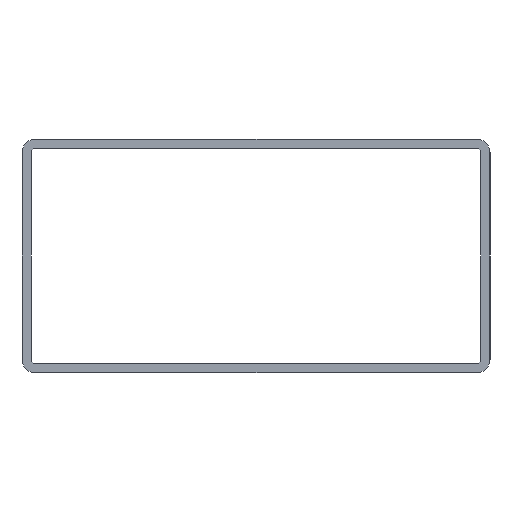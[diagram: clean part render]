
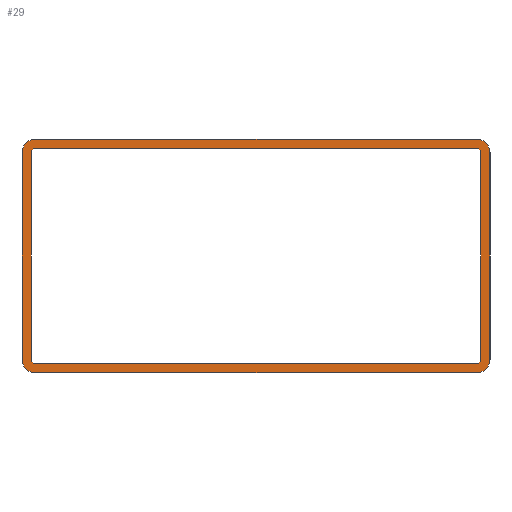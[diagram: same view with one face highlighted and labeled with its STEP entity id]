
A CAD part, left-side view. The second image highlights one B-rep face of the part: STEP entity #29.
In plain terms, the highlighted planar face has unit normal (-1, 0, 0).
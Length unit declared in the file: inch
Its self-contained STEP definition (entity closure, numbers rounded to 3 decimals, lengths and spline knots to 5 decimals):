
#14 = CARTESIAN_POINT ( 'NONE',  ( -23.5, -0.96063, -0.44094 ) ) ;
#16 = CIRCLE ( 'NONE', #386, 0.05906 ) ;
#18 = DIRECTION ( 'NONE',  ( 0., 1., 0. ) ) ;
#21 = CIRCLE ( 'NONE', #509, 0.05906 ) ;
#23 = DIRECTION ( 'NONE',  ( 0., -1., 0. ) ) ;
#29 = ADVANCED_FACE ( 'NONE', ( #87, #512 ), #80, .F. ) ;
#33 = CARTESIAN_POINT ( 'NONE',  ( -23.5, -1., 0.5 ) ) ;
#38 = VECTOR ( 'NONE', #435, 39.37008 ) ;
#42 = CARTESIAN_POINT ( 'NONE',  ( -23.5, 0.94094, 0.5 ) ) ;
#45 = EDGE_CURVE ( 'NONE', #268, #261, #139, .T. ) ;
#47 = CARTESIAN_POINT ( 'NONE',  ( -23.5, -0.94094, -0.46063 ) ) ;
#49 = AXIS2_PLACEMENT_3D ( 'NONE', #471, #388, #325 ) ;
#53 = CARTESIAN_POINT ( 'NONE',  ( -23.5, 0.96063, 0.5 ) ) ;
#56 = ORIENTED_EDGE ( 'NONE', *, *, #104, .T. ) ;
#70 = CARTESIAN_POINT ( 'NONE',  ( -23.5, 1., -0.5 ) ) ;
#71 = ORIENTED_EDGE ( 'NONE', *, *, #440, .T. ) ;
#76 = VERTEX_POINT ( 'NONE', #130 ) ;
#80 = PLANE ( 'NONE',  #307 ) ;
#82 = EDGE_CURVE ( 'NONE', #329, #318, #21, .T. ) ;
#84 = CARTESIAN_POINT ( 'NONE',  ( -23.5, 0.94094, -0.5 ) ) ;
#86 = CARTESIAN_POINT ( 'NONE',  ( -23.5, -0.94094, -0.5 ) ) ;
#87 = FACE_OUTER_BOUND ( 'NONE', #225, .T. ) ;
#102 = ORIENTED_EDGE ( 'NONE', *, *, #311, .F. ) ;
#104 = EDGE_CURVE ( 'NONE', #464, #132, #289, .T. ) ;
#106 = ORIENTED_EDGE ( 'NONE', *, *, #82, .T. ) ;
#110 = LINE ( 'NONE', #451, #572 ) ;
#113 = VERTEX_POINT ( 'NONE', #531 ) ;
#125 = DIRECTION ( 'NONE',  ( 0., 0., -1. ) ) ;
#127 = DIRECTION ( 'NONE',  ( 0., 0., -1. ) ) ;
#130 = CARTESIAN_POINT ( 'NONE',  ( -23.5, 1., -0.44094 ) ) ;
#131 = CARTESIAN_POINT ( 'NONE',  ( -23.5, -0.96063, 0.44094 ) ) ;
#132 = VERTEX_POINT ( 'NONE', #624 ) ;
#139 = CIRCLE ( 'NONE', #432, 0.05906 ) ;
#142 = EDGE_CURVE ( 'NONE', #132, #323, #236, .T. ) ;
#158 = DIRECTION ( 'NONE',  ( 1., 0., 0. ) ) ;
#160 = VECTOR ( 'NONE', #18, 39.37008 ) ;
#163 = CARTESIAN_POINT ( 'NONE',  ( -23.5, -0.94094, 0.44094 ) ) ;
#165 = ORIENTED_EDGE ( 'NONE', *, *, #142, .T. ) ;
#175 = VERTEX_POINT ( 'NONE', #47 ) ;
#177 = DIRECTION ( 'NONE',  ( 1., 0., 0. ) ) ;
#178 = VECTOR ( 'NONE', #438, 39.37008 ) ;
#182 = VECTOR ( 'NONE', #569, 39.37008 ) ;
#183 = ORIENTED_EDGE ( 'NONE', *, *, #299, .F. ) ;
#186 = EDGE_CURVE ( 'NONE', #309, #461, #291, .T. ) ;
#187 = CARTESIAN_POINT ( 'NONE',  ( -23.5, -0.94094, 0.46063 ) ) ;
#188 = DIRECTION ( 'NONE',  ( 0., 0., -1. ) ) ;
#189 = DIRECTION ( 'NONE',  ( 0., 0., -1. ) ) ;
#212 = VERTEX_POINT ( 'NONE', #241 ) ;
#220 = DIRECTION ( 'NONE',  ( 0., -1., 0. ) ) ;
#221 = ORIENTED_EDGE ( 'NONE', *, *, #358, .T. ) ;
#225 = EDGE_LOOP ( 'NONE', ( #591, #106, #183, #221, #274, #262, #102, #362 ) ) ;
#236 = CIRCLE ( 'NONE', #584, 0.01969 ) ;
#237 = CARTESIAN_POINT ( 'NONE',  ( -23.5, 1., 0.5 ) ) ;
#241 = CARTESIAN_POINT ( 'NONE',  ( -23.5, 0.94094, -0.46063 ) ) ;
#243 = CIRCLE ( 'NONE', #483, 0.01969 ) ;
#252 = ORIENTED_EDGE ( 'NONE', *, *, #277, .T. ) ;
#254 = EDGE_LOOP ( 'NONE', ( #409, #615, #252, #470, #56, #165, #71, #348 ) ) ;
#256 = CARTESIAN_POINT ( 'NONE',  ( -23.5, 1., 0.46063 ) ) ;
#261 = VERTEX_POINT ( 'NONE', #385 ) ;
#262 = ORIENTED_EDGE ( 'NONE', *, *, #45, .T. ) ;
#268 = VERTEX_POINT ( 'NONE', #42 ) ;
#273 = EDGE_CURVE ( 'NONE', #76, #300, #418, .T. ) ;
#274 = ORIENTED_EDGE ( 'NONE', *, *, #549, .F. ) ;
#275 = DIRECTION ( 'NONE',  ( 0., 0., -1. ) ) ;
#277 = EDGE_CURVE ( 'NONE', #175, #212, #290, .T. ) ;
#279 = AXIS2_PLACEMENT_3D ( 'NONE', #559, #158, #275 ) ;
#283 = CARTESIAN_POINT ( 'NONE',  ( -23.5, -0.94094, -0.44094 ) ) ;
#288 = LINE ( 'NONE', #237, #38 ) ;
#289 = LINE ( 'NONE', #53, #468 ) ;
#290 = LINE ( 'NONE', #520, #405 ) ;
#291 = LINE ( 'NONE', #578, #178 ) ;
#293 = DIRECTION ( 'NONE',  ( 1., 0., 0. ) ) ;
#299 = EDGE_CURVE ( 'NONE', #113, #318, #619, .T. ) ;
#300 = VERTEX_POINT ( 'NONE', #84 ) ;
#307 = AXIS2_PLACEMENT_3D ( 'NONE', #608, #177, #125 ) ;
#308 = DIRECTION ( 'NONE',  ( 0., 0., -1. ) ) ;
#309 = VERTEX_POINT ( 'NONE', #131 ) ;
#311 = EDGE_CURVE ( 'NONE', #76, #261, #288, .T. ) ;
#318 = VERTEX_POINT ( 'NONE', #573 ) ;
#319 = LINE ( 'NONE', #70, #160 ) ;
#321 = VERTEX_POINT ( 'NONE', #187 ) ;
#323 = VERTEX_POINT ( 'NONE', #566 ) ;
#325 = DIRECTION ( 'NONE',  ( 0., 0., -1. ) ) ;
#329 = VERTEX_POINT ( 'NONE', #86 ) ;
#334 = EDGE_CURVE ( 'NONE', #461, #175, #524, .T. ) ;
#337 = DIRECTION ( 'NONE',  ( 0., 1., 0. ) ) ;
#346 = DIRECTION ( 'NONE',  ( 0., 0., -1. ) ) ;
#348 = ORIENTED_EDGE ( 'NONE', *, *, #586, .T. ) ;
#358 = EDGE_CURVE ( 'NONE', #113, #564, #16, .T. ) ;
#362 = ORIENTED_EDGE ( 'NONE', *, *, #273, .T. ) ;
#374 = CARTESIAN_POINT ( 'NONE',  ( -23.5, 0.94094, 0.44094 ) ) ;
#385 = CARTESIAN_POINT ( 'NONE',  ( -23.5, 1., 0.44094 ) ) ;
#386 = AXIS2_PLACEMENT_3D ( 'NONE', #583, #580, #346 ) ;
#388 = DIRECTION ( 'NONE',  ( -1., 0., 0. ) ) ;
#389 = CARTESIAN_POINT ( 'NONE',  ( -23.5, 0.94094, 0.44094 ) ) ;
#405 = VECTOR ( 'NONE', #337, 39.37008 ) ;
#409 = ORIENTED_EDGE ( 'NONE', *, *, #186, .T. ) ;
#418 = CIRCLE ( 'NONE', #49, 0.05906 ) ;
#419 = CARTESIAN_POINT ( 'NONE',  ( -23.5, -0.94094, 0.5 ) ) ;
#427 = AXIS2_PLACEMENT_3D ( 'NONE', #283, #293, #627 ) ;
#429 = CARTESIAN_POINT ( 'NONE',  ( -23.5, -0.94094, -0.44094 ) ) ;
#432 = AXIS2_PLACEMENT_3D ( 'NONE', #374, #565, #127 ) ;
#435 = DIRECTION ( 'NONE',  ( 0., 0., 1. ) ) ;
#438 = DIRECTION ( 'NONE',  ( 0., 0., -1. ) ) ;
#440 = EDGE_CURVE ( 'NONE', #323, #321, #546, .T. ) ;
#441 = DIRECTION ( 'NONE',  ( 0., 0., 1. ) ) ;
#451 = CARTESIAN_POINT ( 'NONE',  ( -23.5, 1., 0.5 ) ) ;
#461 = VERTEX_POINT ( 'NONE', #14 ) ;
#464 = VERTEX_POINT ( 'NONE', #607 ) ;
#465 = CIRCLE ( 'NONE', #279, 0.01969 ) ;
#468 = VECTOR ( 'NONE', #441, 39.37008 ) ;
#470 = ORIENTED_EDGE ( 'NONE', *, *, #563, .T. ) ;
#471 = CARTESIAN_POINT ( 'NONE',  ( -23.5, 0.94094, -0.44094 ) ) ;
#482 = VECTOR ( 'NONE', #23, 39.37008 ) ;
#483 = AXIS2_PLACEMENT_3D ( 'NONE', #163, #550, #308 ) ;
#485 = EDGE_CURVE ( 'NONE', #329, #300, #319, .T. ) ;
#509 = AXIS2_PLACEMENT_3D ( 'NONE', #429, #620, #189 ) ;
#512 = FACE_BOUND ( 'NONE', #254, .T. ) ;
#520 = CARTESIAN_POINT ( 'NONE',  ( -23.5, 1., -0.46063 ) ) ;
#524 = CIRCLE ( 'NONE', #427, 0.01969 ) ;
#531 = CARTESIAN_POINT ( 'NONE',  ( -23.5, -1., 0.44094 ) ) ;
#546 = LINE ( 'NONE', #256, #482 ) ;
#549 = EDGE_CURVE ( 'NONE', #268, #564, #110, .T. ) ;
#550 = DIRECTION ( 'NONE',  ( 1., 0., 0. ) ) ;
#559 = CARTESIAN_POINT ( 'NONE',  ( -23.5, 0.94094, -0.44094 ) ) ;
#563 = EDGE_CURVE ( 'NONE', #212, #464, #465, .T. ) ;
#564 = VERTEX_POINT ( 'NONE', #419 ) ;
#565 = DIRECTION ( 'NONE',  ( -1., 0., 0. ) ) ;
#566 = CARTESIAN_POINT ( 'NONE',  ( -23.5, 0.94094, 0.46063 ) ) ;
#569 = DIRECTION ( 'NONE',  ( 0., 0., -1. ) ) ;
#572 = VECTOR ( 'NONE', #220, 39.37008 ) ;
#573 = CARTESIAN_POINT ( 'NONE',  ( -23.5, -1., -0.44094 ) ) ;
#576 = DIRECTION ( 'NONE',  ( 1., 0., 0. ) ) ;
#578 = CARTESIAN_POINT ( 'NONE',  ( -23.5, -0.96063, 0.5 ) ) ;
#580 = DIRECTION ( 'NONE',  ( -1., 0., 0. ) ) ;
#583 = CARTESIAN_POINT ( 'NONE',  ( -23.5, -0.94094, 0.44094 ) ) ;
#584 = AXIS2_PLACEMENT_3D ( 'NONE', #389, #576, #188 ) ;
#586 = EDGE_CURVE ( 'NONE', #321, #309, #243, .T. ) ;
#591 = ORIENTED_EDGE ( 'NONE', *, *, #485, .F. ) ;
#607 = CARTESIAN_POINT ( 'NONE',  ( -23.5, 0.96063, -0.44094 ) ) ;
#608 = CARTESIAN_POINT ( 'NONE',  ( -23.5, 0., 0. ) ) ;
#615 = ORIENTED_EDGE ( 'NONE', *, *, #334, .T. ) ;
#619 = LINE ( 'NONE', #33, #182 ) ;
#620 = DIRECTION ( 'NONE',  ( -1., 0., 0. ) ) ;
#624 = CARTESIAN_POINT ( 'NONE',  ( -23.5, 0.96063, 0.44094 ) ) ;
#627 = DIRECTION ( 'NONE',  ( 0., 0., -1. ) ) ;
